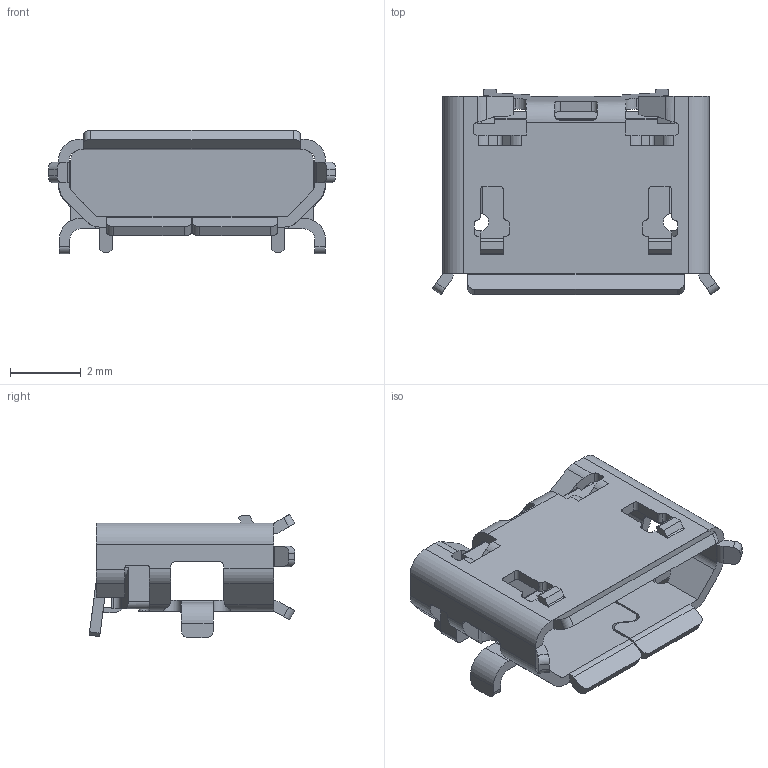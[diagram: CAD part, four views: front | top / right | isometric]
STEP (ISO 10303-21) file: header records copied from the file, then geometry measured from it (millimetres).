
FILE_DESCRIPTION(('FreeCAD Model'),'2;1');
FILE_NAME('ZX62D-B-5PA8.step','2018-02-21T22:06:08',( 'kicad StepUp'),('ksu MCAD'),'Open CASCADE STEP processor 6.7', 'FreeCAD','Unknown');
FILE_SCHEMA(('AUTOMOTIVE_DESIGN_CC2 { 1 2 10303 214 -1 1 5 4 }'));
Length unit declared in the file: millimetre
Products named in the file (2): ASSEMBLY; ZX62D-B-5PA8
Assembly tree (1 placements, depth 2):
  ASSEMBLY
    ZX62D-B-5PA8
Bounding box: 8.09 x 5.8 x 3.48 mm (x, y, z)
Volume: 39.3 mm3; surface area: 237.7 mm2
Topology: 1 solids, 1 shells, 415 faces, 1237 edges, 812 vertices
Faces by surface type: plane 257, cylinder 154, bspline 4
Entity records: 15116 total; most frequent: CARTESIAN_POINT 3720, ORIENTED_EDGE 2474, DIRECTION 2327, EDGE_CURVE 1237, LINE 877, VECTOR 877, VERTEX_POINT 812, AXIS2_PLACEMENT_3D 725
